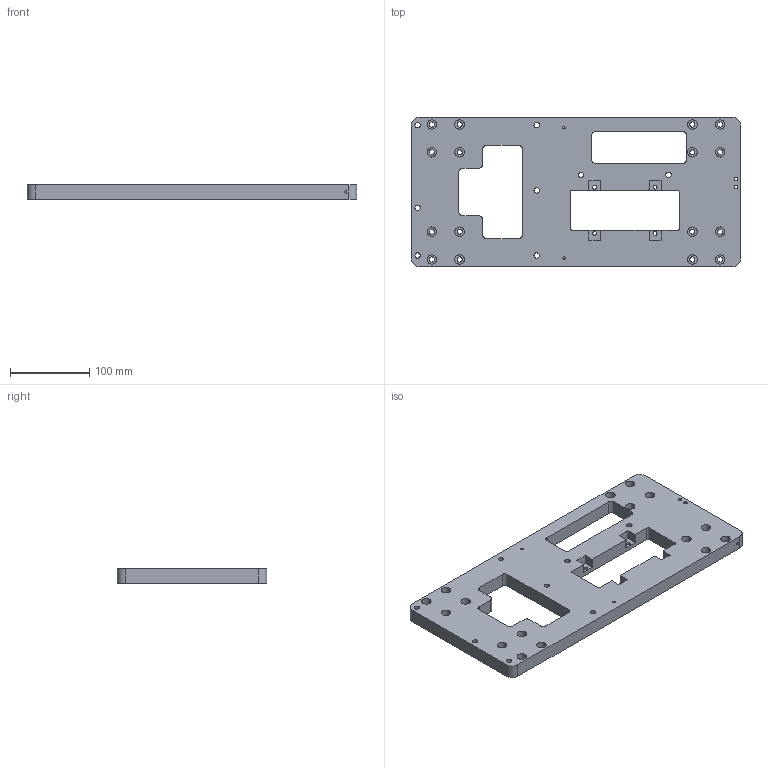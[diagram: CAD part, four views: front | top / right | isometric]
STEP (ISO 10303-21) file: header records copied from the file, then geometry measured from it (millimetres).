
FILE_DESCRIPTION(('CATIA V5 STEP Exchange'),'2;1');
FILE_NAME('VSOTR1100-Z008.1 - Fe 18mm - 10 Pcs.stp','2022-08-28T14:31:01+00:00',('none'),('none'),'CATIA Version 5 Release 21 GA (IN-10)','CATIA V5 STEP AP214','none');
FILE_SCHEMA(('AUTOMOTIVE_DESIGN { 1 0 10303 214 1 1 1 1 }'));
Length unit declared in the file: millimetre
Products named in the file (1): VSOTR1100-Z008.1
Bounding box: 415 x 188 x 18 mm (x, y, z)
Volume: 1015271 mm3; surface area: 171076.9 mm2
Topology: 1 solids, 1 shells, 199 faces, 522 edges, 348 vertices
Faces by surface type: cylinder 138, plane 61
Entity records: 5738 total; most frequent: ORIENTED_EDGE 1044, CARTESIAN_POINT 986, DIRECTION 752, EDGE_CURVE 522, AXIS2_PLACEMENT_3D 392, VERTEX_POINT 348, EDGE_LOOP 292, CIRCLE 276
